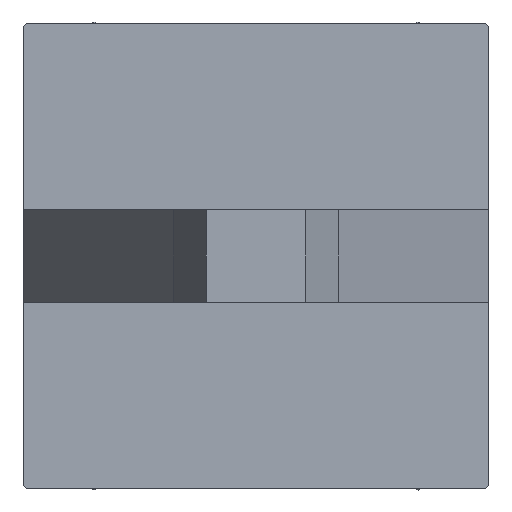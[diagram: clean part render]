
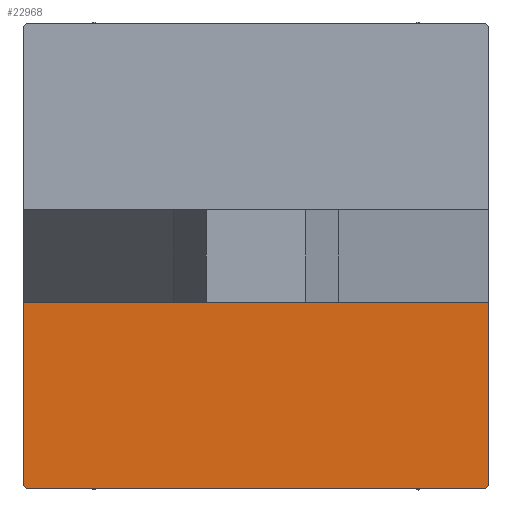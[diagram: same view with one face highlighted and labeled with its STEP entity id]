
A CAD part, left-side view. The second image highlights one B-rep face of the part: STEP entity #22968.
In plain terms, the highlighted planar face has unit normal (-1, 0, 0).
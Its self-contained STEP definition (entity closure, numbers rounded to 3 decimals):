
#446 = LINE ( 'NONE', #39314, #31369 ) ;
#1635 = ORIENTED_EDGE ( 'NONE', *, *, #24734, .T. ) ;
#2360 = EDGE_CURVE ( 'NONE', #44381, #31145, #20574, .T. ) ;
#2372 = ORIENTED_EDGE ( 'NONE', *, *, #31864, .T. ) ;
#3339 = CARTESIAN_POINT ( 'NONE',  ( 0., 37.5, -37.5 ) ) ;
#4250 = DIRECTION ( 'NONE',  ( 0., -1., 0. ) ) ;
#5157 = VERTEX_POINT ( 'NONE', #6683 ) ;
#6683 = CARTESIAN_POINT ( 'NONE',  ( 0., -7.5, 37.5 ) ) ;
#6772 = VECTOR ( 'NONE', #17124, 1000. ) ;
#8515 = LINE ( 'NONE', #37377, #6772 ) ;
#8780 = LINE ( 'NONE', #29294, #22038 ) ;
#10119 = DIRECTION ( 'NONE',  ( 0., 0.707, 0.707 ) ) ;
#10226 = VERTEX_POINT ( 'NONE', #44020 ) ;
#11870 = CARTESIAN_POINT ( 'NONE',  ( 0., 0., 0. ) ) ;
#12286 = DIRECTION ( 'NONE',  ( 0., -0.707, 0.707 ) ) ;
#13130 = CARTESIAN_POINT ( 'NONE',  ( 0., -37.5, 37.5 ) ) ;
#14554 = ORIENTED_EDGE ( 'NONE', *, *, #2360, .F. ) ;
#15587 = DIRECTION ( 'NONE',  ( 0., 0., 1. ) ) ;
#16416 = CARTESIAN_POINT ( 'NONE',  ( 0., -37.25, 37.25 ) ) ;
#16934 = EDGE_CURVE ( 'NONE', #24718, #31145, #8780, .T. ) ;
#17124 = DIRECTION ( 'NONE',  ( 0., 0., -1. ) ) ;
#17748 = AXIS2_PLACEMENT_3D ( 'NONE', #11870, #44204, #15587 ) ;
#19283 = EDGE_LOOP ( 'NONE', ( #38570, #2372, #27724, #24765, #14554, #1635 ) ) ;
#20574 = LINE ( 'NONE', #13130, #26780 ) ;
#22038 = VECTOR ( 'NONE', #12286, 1000. ) ;
#22804 = CARTESIAN_POINT ( 'NONE',  ( 0., -7.5, -37.5 ) ) ;
#22968 = ADVANCED_FACE ( 'NONE', ( #43974 ), #33272, .T. ) ;
#24042 = EDGE_CURVE ( 'NONE', #26603, #24718, #28716, .T. ) ;
#24718 = VERTEX_POINT ( 'NONE', #35014 ) ;
#24734 = EDGE_CURVE ( 'NONE', #44381, #10226, #38272, .T. ) ;
#24765 = ORIENTED_EDGE ( 'NONE', *, *, #16934, .T. ) ;
#26603 = VERTEX_POINT ( 'NONE', #22804 ) ;
#26780 = VECTOR ( 'NONE', #41502, 1000. ) ;
#27724 = ORIENTED_EDGE ( 'NONE', *, *, #24042, .T. ) ;
#28716 = LINE ( 'NONE', #3339, #35538 ) ;
#29294 = CARTESIAN_POINT ( 'NONE',  ( 0., -37.25, -37.25 ) ) ;
#30275 = CARTESIAN_POINT ( 'NONE',  ( 0., -37.5, -37. ) ) ;
#31145 = VERTEX_POINT ( 'NONE', #30275 ) ;
#31369 = VECTOR ( 'NONE', #35836, 1000. ) ;
#31864 = EDGE_CURVE ( 'NONE', #5157, #26603, #8515, .T. ) ;
#33272 = PLANE ( 'NONE',  #17748 ) ;
#35014 = CARTESIAN_POINT ( 'NONE',  ( 0., -37., -37.5 ) ) ;
#35259 = CARTESIAN_POINT ( 'NONE',  ( 0., -37.5, 37. ) ) ;
#35538 = VECTOR ( 'NONE', #4250, 1000. ) ;
#35836 = DIRECTION ( 'NONE',  ( 0., -1., 0. ) ) ;
#37377 = CARTESIAN_POINT ( 'NONE',  ( 0., -7.5, 37.5 ) ) ;
#38272 = LINE ( 'NONE', #16416, #42945 ) ;
#38570 = ORIENTED_EDGE ( 'NONE', *, *, #45887, .F. ) ;
#39314 = CARTESIAN_POINT ( 'NONE',  ( 0., 37.5, 37.5 ) ) ;
#41502 = DIRECTION ( 'NONE',  ( 0., 0., -1. ) ) ;
#42945 = VECTOR ( 'NONE', #10119, 1000. ) ;
#43974 = FACE_OUTER_BOUND ( 'NONE', #19283, .T. ) ;
#44020 = CARTESIAN_POINT ( 'NONE',  ( 0., -37., 37.5 ) ) ;
#44204 = DIRECTION ( 'NONE',  ( -1., 0., 0. ) ) ;
#44381 = VERTEX_POINT ( 'NONE', #35259 ) ;
#45887 = EDGE_CURVE ( 'NONE', #5157, #10226, #446, .T. ) ;
